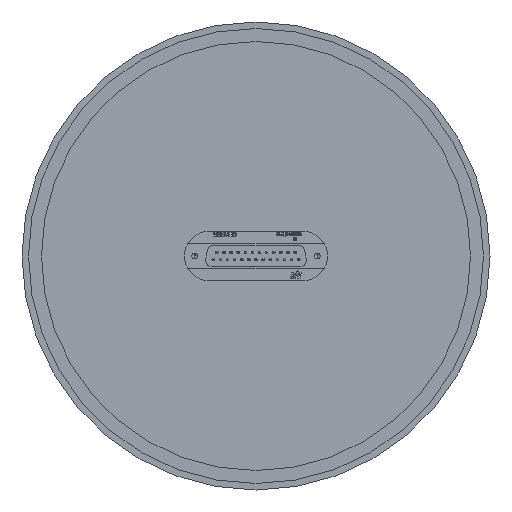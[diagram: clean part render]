
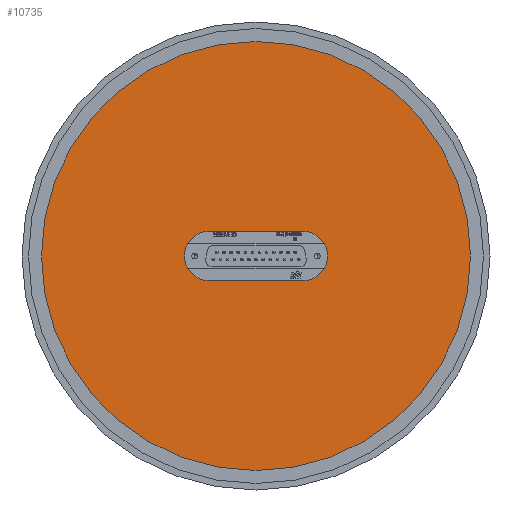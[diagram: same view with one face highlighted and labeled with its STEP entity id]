
A CAD part, front view. The second image highlights one B-rep face of the part: STEP entity #10735.
In plain terms, the highlighted planar face has unit normal (0, -1, 0).
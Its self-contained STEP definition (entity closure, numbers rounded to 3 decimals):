
#87 = DIRECTION ( 'NONE',  ( 1., 0., 0. ) ) ;
#123 = VERTEX_POINT ( 'NONE', #3040 ) ;
#304 = AXIS2_PLACEMENT_3D ( 'NONE', #4742, #8931, #726 ) ;
#488 = CARTESIAN_POINT ( 'NONE',  ( 0., -12., -82.5 ) ) ;
#726 = DIRECTION ( 'NONE',  ( 0., 0., -1. ) ) ;
#819 = ORIENTED_EDGE ( 'NONE', *, *, #13046, .T. ) ;
#1020 = DIRECTION ( 'NONE',  ( 0., 0., 1. ) ) ;
#1485 = CARTESIAN_POINT ( 'NONE',  ( -18., -12., -9.5 ) ) ;
#1541 = DIRECTION ( 'NONE',  ( 0., 0., -1. ) ) ;
#1835 = VECTOR ( 'NONE', #12171, 1000. ) ;
#2149 = LINE ( 'NONE', #6380, #10879 ) ;
#2254 = AXIS2_PLACEMENT_3D ( 'NONE', #7651, #11766, #1020 ) ;
#2468 = CARTESIAN_POINT ( 'NONE',  ( -18., -12., -9.5 ) ) ;
#2706 = DIRECTION ( 'NONE',  ( 0., -1., 0. ) ) ;
#3040 = CARTESIAN_POINT ( 'NONE',  ( -18., -12., 9.5 ) ) ;
#3390 = AXIS2_PLACEMENT_3D ( 'NONE', #4007, #10330, #9319 ) ;
#3848 = EDGE_LOOP ( 'NONE', ( #7162, #7428 ) ) ;
#4007 = CARTESIAN_POINT ( 'NONE',  ( 18., -12., 0. ) ) ;
#4733 = ORIENTED_EDGE ( 'NONE', *, *, #8006, .T. ) ;
#4742 = CARTESIAN_POINT ( 'NONE',  ( 0., -12., 0. ) ) ;
#4856 = DIRECTION ( 'NONE',  ( 0., 0., -1. ) ) ;
#4881 = CIRCLE ( 'NONE', #11905, 82.5 ) ;
#5045 = CARTESIAN_POINT ( 'NONE',  ( 0., -12., 82.5 ) ) ;
#5163 = ORIENTED_EDGE ( 'NONE', *, *, #11605, .T. ) ;
#5403 = VERTEX_POINT ( 'NONE', #6812 ) ;
#5707 = LINE ( 'NONE', #1485, #1835 ) ;
#5735 = EDGE_CURVE ( 'NONE', #9957, #9700, #4881, .T. ) ;
#5957 = FACE_BOUND ( 'NONE', #10320, .T. ) ;
#6380 = CARTESIAN_POINT ( 'NONE',  ( -18., -12., 9.5 ) ) ;
#6797 = DIRECTION ( 'NONE',  ( 0., -1., 0. ) ) ;
#6812 = CARTESIAN_POINT ( 'NONE',  ( 18., -12., -9.5 ) ) ;
#7036 = CARTESIAN_POINT ( 'NONE',  ( 0., -12., -82.5 ) ) ;
#7162 = ORIENTED_EDGE ( 'NONE', *, *, #5735, .T. ) ;
#7428 = ORIENTED_EDGE ( 'NONE', *, *, #12992, .T. ) ;
#7550 = VERTEX_POINT ( 'NONE', #13122 ) ;
#7651 = CARTESIAN_POINT ( 'NONE',  ( -18., -12., 0. ) ) ;
#7813 = CIRCLE ( 'NONE', #304, 82.5 ) ;
#7955 = PLANE ( 'NONE',  #8238 ) ;
#8006 = EDGE_CURVE ( 'NONE', #11661, #123, #9342, .T. ) ;
#8238 = AXIS2_PLACEMENT_3D ( 'NONE', #488, #2706, #4856 ) ;
#8931 = DIRECTION ( 'NONE',  ( 0., -1., 0. ) ) ;
#9319 = DIRECTION ( 'NONE',  ( 0., 0., 1. ) ) ;
#9342 = CIRCLE ( 'NONE', #2254, 9.5 ) ;
#9700 = VERTEX_POINT ( 'NONE', #5045 ) ;
#9957 = VERTEX_POINT ( 'NONE', #7036 ) ;
#10320 = EDGE_LOOP ( 'NONE', ( #4733, #5163, #11164, #819 ) ) ;
#10330 = DIRECTION ( 'NONE',  ( 0., 1., 0. ) ) ;
#10419 = CIRCLE ( 'NONE', #3390, 9.5 ) ;
#10735 = ADVANCED_FACE ( 'NONE', ( #5957, #13188 ), #7955, .T. ) ;
#10872 = EDGE_CURVE ( 'NONE', #7550, #5403, #10419, .T. ) ;
#10879 = VECTOR ( 'NONE', #87, 1000. ) ;
#11164 = ORIENTED_EDGE ( 'NONE', *, *, #10872, .T. ) ;
#11605 = EDGE_CURVE ( 'NONE', #123, #7550, #2149, .T. ) ;
#11661 = VERTEX_POINT ( 'NONE', #2468 ) ;
#11766 = DIRECTION ( 'NONE',  ( 0., 1., 0. ) ) ;
#11905 = AXIS2_PLACEMENT_3D ( 'NONE', #13077, #6797, #1541 ) ;
#12171 = DIRECTION ( 'NONE',  ( -1., 0., 0. ) ) ;
#12992 = EDGE_CURVE ( 'NONE', #9700, #9957, #7813, .T. ) ;
#13046 = EDGE_CURVE ( 'NONE', #5403, #11661, #5707, .T. ) ;
#13077 = CARTESIAN_POINT ( 'NONE',  ( 0., -12., 0. ) ) ;
#13122 = CARTESIAN_POINT ( 'NONE',  ( 18., -12., 9.5 ) ) ;
#13188 = FACE_OUTER_BOUND ( 'NONE', #3848, .T. ) ;
